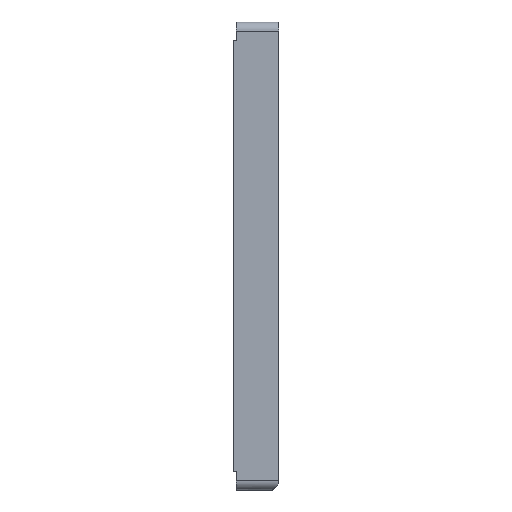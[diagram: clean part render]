
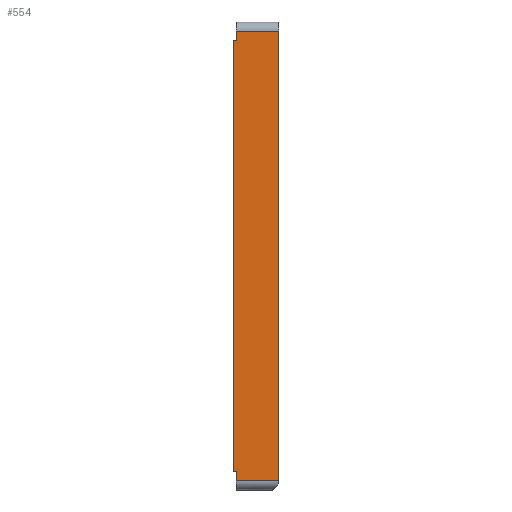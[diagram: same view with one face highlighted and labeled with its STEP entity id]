
A CAD part, left-side view. The second image highlights one B-rep face of the part: STEP entity #554.
In plain terms, the highlighted planar face has unit normal (-1, 0, 0).
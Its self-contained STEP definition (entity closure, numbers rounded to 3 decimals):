
#26 = VERTEX_POINT ( 'NONE', #946 ) ;
#131 = CARTESIAN_POINT ( 'NONE',  ( -102., -7.5, 77.5 ) ) ;
#155 = CARTESIAN_POINT ( 'NONE',  ( -102., 6.5, 71.5 ) ) ;
#177 = CARTESIAN_POINT ( 'NONE',  ( -102., 6.5, -71.5 ) ) ;
#197 = EDGE_CURVE ( 'NONE', #1572, #2264, #679, .T. ) ;
#226 = EDGE_CURVE ( 'NONE', #1728, #1336, #691, .T. ) ;
#263 = DIRECTION ( 'NONE',  ( 0., 1., 0. ) ) ;
#344 = CARTESIAN_POINT ( 'NONE',  ( -102., -7.5, -74.5 ) ) ;
#415 = LINE ( 'NONE', #1120, #1898 ) ;
#416 = CARTESIAN_POINT ( 'NONE',  ( -102., 6.5, -71.5 ) ) ;
#420 = LINE ( 'NONE', #2175, #2195 ) ;
#423 = DIRECTION ( 'NONE',  ( 1., 0., 0. ) ) ;
#438 = DIRECTION ( 'NONE',  ( 0., 1., 0. ) ) ;
#446 = DIRECTION ( 'NONE',  ( 0., 0., -1. ) ) ;
#456 = LINE ( 'NONE', #131, #800 ) ;
#489 = EDGE_CURVE ( 'NONE', #1855, #1336, #415, .T. ) ;
#502 = VECTOR ( 'NONE', #837, 1000. ) ;
#520 = LINE ( 'NONE', #531, #2157 ) ;
#531 = CARTESIAN_POINT ( 'NONE',  ( -102., 7.5, -74.5 ) ) ;
#542 = EDGE_LOOP ( 'NONE', ( #1536, #1247, #1083, #1585, #602, #671, #711, #807 ) ) ;
#547 = AXIS2_PLACEMENT_3D ( 'NONE', #2019, #423, #446 ) ;
#554 = ADVANCED_FACE ( 'NONE', ( #1323 ), #1994, .F. ) ;
#600 = LINE ( 'NONE', #416, #1106 ) ;
#602 = ORIENTED_EDGE ( 'NONE', *, *, #197, .F. ) ;
#606 = DIRECTION ( 'NONE',  ( 0., 0., 1. ) ) ;
#657 = VERTEX_POINT ( 'NONE', #1331 ) ;
#671 = ORIENTED_EDGE ( 'NONE', *, *, #825, .T. ) ;
#679 = LINE ( 'NONE', #851, #502 ) ;
#691 = LINE ( 'NONE', #1368, #2261 ) ;
#711 = ORIENTED_EDGE ( 'NONE', *, *, #721, .T. ) ;
#721 = EDGE_CURVE ( 'NONE', #1386, #1855, #456, .T. ) ;
#800 = VECTOR ( 'NONE', #1537, 1000. ) ;
#807 = ORIENTED_EDGE ( 'NONE', *, *, #489, .T. ) ;
#825 = EDGE_CURVE ( 'NONE', #1572, #1386, #520, .T. ) ;
#837 = DIRECTION ( 'NONE',  ( 0., 0., 1. ) ) ;
#838 = EDGE_CURVE ( 'NONE', #1728, #657, #887, .T. ) ;
#851 = CARTESIAN_POINT ( 'NONE',  ( -102., 6.5, -71.5 ) ) ;
#887 = LINE ( 'NONE', #1084, #2045 ) ;
#946 = CARTESIAN_POINT ( 'NONE',  ( -102., 7.5, -71.5 ) ) ;
#1083 = ORIENTED_EDGE ( 'NONE', *, *, #1955, .F. ) ;
#1084 = CARTESIAN_POINT ( 'NONE',  ( -102., 6.5, 71.5 ) ) ;
#1106 = VECTOR ( 'NONE', #438, 1000. ) ;
#1120 = CARTESIAN_POINT ( 'NONE',  ( -102., 7.5, 74.5 ) ) ;
#1247 = ORIENTED_EDGE ( 'NONE', *, *, #838, .T. ) ;
#1323 = FACE_OUTER_BOUND ( 'NONE', #542, .T. ) ;
#1331 = CARTESIAN_POINT ( 'NONE',  ( -102., 7.5, 71.5 ) ) ;
#1336 = VERTEX_POINT ( 'NONE', #2041 ) ;
#1368 = CARTESIAN_POINT ( 'NONE',  ( -102., 6.5, 71.5 ) ) ;
#1386 = VERTEX_POINT ( 'NONE', #344 ) ;
#1453 = CARTESIAN_POINT ( 'NONE',  ( -102., 6.5, -74.5 ) ) ;
#1536 = ORIENTED_EDGE ( 'NONE', *, *, #226, .F. ) ;
#1537 = DIRECTION ( 'NONE',  ( 0., 0., 1. ) ) ;
#1572 = VERTEX_POINT ( 'NONE', #1453 ) ;
#1585 = ORIENTED_EDGE ( 'NONE', *, *, #1657, .F. ) ;
#1586 = DIRECTION ( 'NONE',  ( 0., 1., 0. ) ) ;
#1657 = EDGE_CURVE ( 'NONE', #2264, #26, #600, .T. ) ;
#1725 = DIRECTION ( 'NONE',  ( 0., 0., 1. ) ) ;
#1728 = VERTEX_POINT ( 'NONE', #155 ) ;
#1855 = VERTEX_POINT ( 'NONE', #1985 ) ;
#1898 = VECTOR ( 'NONE', #263, 1000. ) ;
#1955 = EDGE_CURVE ( 'NONE', #26, #657, #420, .T. ) ;
#1985 = CARTESIAN_POINT ( 'NONE',  ( -102., -7.5, 74.5 ) ) ;
#1994 = PLANE ( 'NONE',  #547 ) ;
#2019 = CARTESIAN_POINT ( 'NONE',  ( -102., 7.5, 77.5 ) ) ;
#2041 = CARTESIAN_POINT ( 'NONE',  ( -102., 6.5, 74.5 ) ) ;
#2045 = VECTOR ( 'NONE', #1586, 1000. ) ;
#2137 = DIRECTION ( 'NONE',  ( 0., -1., 0. ) ) ;
#2157 = VECTOR ( 'NONE', #2137, 1000. ) ;
#2175 = CARTESIAN_POINT ( 'NONE',  ( -102., 7.5, 77.5 ) ) ;
#2195 = VECTOR ( 'NONE', #606, 1000. ) ;
#2261 = VECTOR ( 'NONE', #1725, 1000. ) ;
#2264 = VERTEX_POINT ( 'NONE', #177 ) ;
